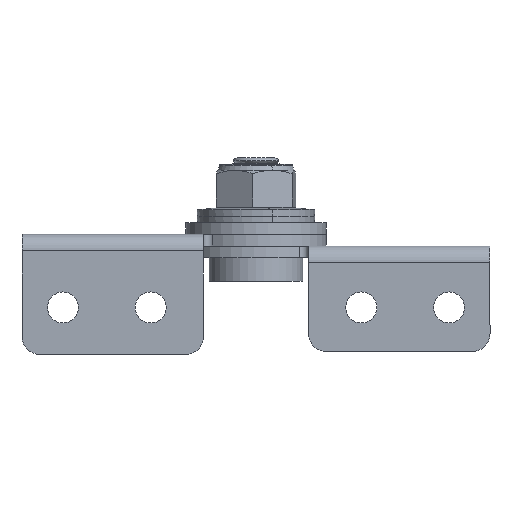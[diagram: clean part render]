
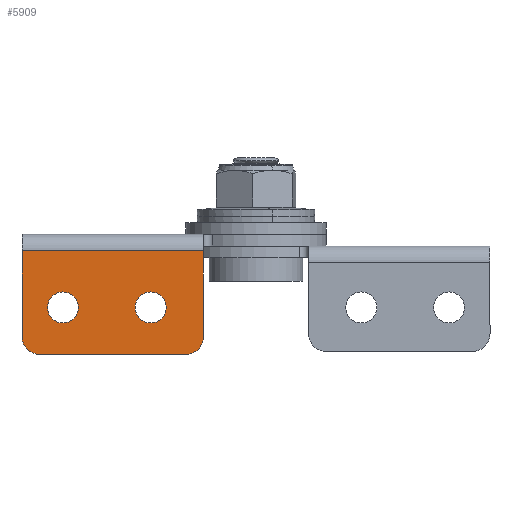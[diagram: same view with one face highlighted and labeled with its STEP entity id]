
A CAD part, front view. The second image highlights one B-rep face of the part: STEP entity #5909.
In plain terms, the highlighted planar face has unit normal (0, -1, 0).
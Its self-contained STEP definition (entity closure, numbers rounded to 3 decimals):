
#10 = AXIS2_PLACEMENT_3D ( 'NONE', #5409, #2633, #5876 ) ;
#116 = VERTEX_POINT ( 'NONE', #2588 ) ;
#146 = AXIS2_PLACEMENT_3D ( 'NONE', #1125, #4354, #1578 ) ;
#169 = ORIENTED_EDGE ( 'NONE', *, *, #1492, .T. ) ;
#355 = CARTESIAN_POINT ( 'NONE',  ( -9., -13., -17.5 ) ) ;
#498 = AXIS2_PLACEMENT_3D ( 'NONE', #5020, #2244, #5490 ) ;
#554 = ORIENTED_EDGE ( 'NONE', *, *, #4429, .T. ) ;
#599 = AXIS2_PLACEMENT_3D ( 'NONE', #5275, #2501, #5746 ) ;
#638 = DIRECTION ( 'NONE',  ( 0., 0., 1. ) ) ;
#656 = VECTOR ( 'NONE', #638, 1000. ) ;
#742 = DIRECTION ( 'NONE',  ( 0., 1., 0. ) ) ;
#754 = ORIENTED_EDGE ( 'NONE', *, *, #2274, .T. ) ;
#793 = VECTOR ( 'NONE', #5971, 1000. ) ;
#845 = CARTESIAN_POINT ( 'NONE',  ( -33., -13., -15.15 ) ) ;
#885 = CARTESIAN_POINT ( 'NONE',  ( -16.061, -13., -20.5 ) ) ;
#906 = VERTEX_POINT ( 'NONE', #3662 ) ;
#1104 = CARTESIAN_POINT ( 'NONE',  ( -9., -13., -0.506 ) ) ;
#1125 = CARTESIAN_POINT ( 'NONE',  ( -33., -13., -12.5 ) ) ;
#1199 = PLANE ( 'NONE',  #2743 ) ;
#1345 = VERTEX_POINT ( 'NONE', #355 ) ;
#1374 = EDGE_CURVE ( 'NONE', #5596, #5321, #4142, .T. ) ;
#1379 = ORIENTED_EDGE ( 'NONE', *, *, #1374, .T. ) ;
#1408 = EDGE_CURVE ( 'NONE', #116, #4020, #5094, .T. ) ;
#1492 = EDGE_CURVE ( 'NONE', #4020, #5596, #4496, .T. ) ;
#1510 = EDGE_LOOP ( 'NONE', ( #554, #5421 ) ) ;
#1530 = VECTOR ( 'NONE', #5087, 1000. ) ;
#1550 = DIRECTION ( 'NONE',  ( 0., 1., 0. ) ) ;
#1552 = EDGE_CURVE ( 'NONE', #1345, #116, #2184, .T. ) ;
#1578 = DIRECTION ( 'NONE',  ( 0., 0., -1. ) ) ;
#1608 = FACE_OUTER_BOUND ( 'NONE', #3809, .T. ) ;
#1765 = DIRECTION ( 'NONE',  ( 0., -1., 0. ) ) ;
#1781 = EDGE_LOOP ( 'NONE', ( #5130, #1850 ) ) ;
#1850 = ORIENTED_EDGE ( 'NONE', *, *, #5076, .T. ) ;
#1919 = CARTESIAN_POINT ( 'NONE',  ( -40., -13., -0.506 ) ) ;
#2035 = LINE ( 'NONE', #885, #793 ) ;
#2184 = LINE ( 'NONE', #1104, #656 ) ;
#2244 = DIRECTION ( 'NONE',  ( 0., -1., 0. ) ) ;
#2274 = EDGE_CURVE ( 'NONE', #5321, #4815, #2035, .T. ) ;
#2324 = CIRCLE ( 'NONE', #498, 3. ) ;
#2501 = DIRECTION ( 'NONE',  ( 0., 1., 0. ) ) ;
#2588 = CARTESIAN_POINT ( 'NONE',  ( -9., -13., -2.8 ) ) ;
#2633 = DIRECTION ( 'NONE',  ( 0., 1., 0. ) ) ;
#2743 = AXIS2_PLACEMENT_3D ( 'NONE', #5844, #742, #3989 ) ;
#2758 = CARTESIAN_POINT ( 'NONE',  ( -12., -13., -20.5 ) ) ;
#2780 = EDGE_CURVE ( 'NONE', #4815, #1345, #2324, .T. ) ;
#2794 = VERTEX_POINT ( 'NONE', #845 ) ;
#3083 = VERTEX_POINT ( 'NONE', #5674 ) ;
#3096 = CIRCLE ( 'NONE', #599, 2.65 ) ;
#3100 = CIRCLE ( 'NONE', #5917, 2.65 ) ;
#3113 = ORIENTED_EDGE ( 'NONE', *, *, #1552, .T. ) ;
#3236 = ORIENTED_EDGE ( 'NONE', *, *, #1408, .T. ) ;
#3559 = EDGE_CURVE ( 'NONE', #2794, #4956, #5428, .T. ) ;
#3656 = CARTESIAN_POINT ( 'NONE',  ( -16.061, -13., -2.8 ) ) ;
#3662 = CARTESIAN_POINT ( 'NONE',  ( -18., -13., -15.15 ) ) ;
#3718 = ORIENTED_EDGE ( 'NONE', *, *, #2780, .T. ) ;
#3809 = EDGE_LOOP ( 'NONE', ( #754, #3718, #3113, #3236, #169, #1379 ) ) ;
#3989 = DIRECTION ( 'NONE',  ( 0., 0., -1. ) ) ;
#4020 = VERTEX_POINT ( 'NONE', #4156 ) ;
#4074 = CARTESIAN_POINT ( 'NONE',  ( -37., -13., -20.5 ) ) ;
#4083 = FACE_BOUND ( 'NONE', #1781, .T. ) ;
#4120 = CIRCLE ( 'NONE', #10, 2.65 ) ;
#4142 = CIRCLE ( 'NONE', #4172, 3. ) ;
#4146 = EDGE_CURVE ( 'NONE', #3083, #906, #4120, .T. ) ;
#4156 = CARTESIAN_POINT ( 'NONE',  ( -40., -13., -2.8 ) ) ;
#4172 = AXIS2_PLACEMENT_3D ( 'NONE', #4541, #1765, #5019 ) ;
#4255 = CARTESIAN_POINT ( 'NONE',  ( -40., -13., -17.5 ) ) ;
#4263 = CARTESIAN_POINT ( 'NONE',  ( -33., -13., -9.85 ) ) ;
#4323 = CARTESIAN_POINT ( 'NONE',  ( -18., -13., -12.5 ) ) ;
#4354 = DIRECTION ( 'NONE',  ( 0., 1., 0. ) ) ;
#4429 = EDGE_CURVE ( 'NONE', #906, #3083, #3100, .T. ) ;
#4496 = LINE ( 'NONE', #1919, #5741 ) ;
#4541 = CARTESIAN_POINT ( 'NONE',  ( -37., -13., -17.5 ) ) ;
#4694 = DIRECTION ( 'NONE',  ( 0., 0., -1. ) ) ;
#4801 = DIRECTION ( 'NONE',  ( 0., 0., -1. ) ) ;
#4815 = VERTEX_POINT ( 'NONE', #2758 ) ;
#4956 = VERTEX_POINT ( 'NONE', #4263 ) ;
#5019 = DIRECTION ( 'NONE',  ( 0., 0., -1. ) ) ;
#5020 = CARTESIAN_POINT ( 'NONE',  ( -12., -13., -17.5 ) ) ;
#5076 = EDGE_CURVE ( 'NONE', #4956, #2794, #3096, .T. ) ;
#5087 = DIRECTION ( 'NONE',  ( -1., 0., 0. ) ) ;
#5094 = LINE ( 'NONE', #3656, #1530 ) ;
#5130 = ORIENTED_EDGE ( 'NONE', *, *, #3559, .T. ) ;
#5178 = FACE_BOUND ( 'NONE', #1510, .T. ) ;
#5275 = CARTESIAN_POINT ( 'NONE',  ( -33., -13., -12.5 ) ) ;
#5321 = VERTEX_POINT ( 'NONE', #4074 ) ;
#5409 = CARTESIAN_POINT ( 'NONE',  ( -18., -13., -12.5 ) ) ;
#5421 = ORIENTED_EDGE ( 'NONE', *, *, #4146, .T. ) ;
#5428 = CIRCLE ( 'NONE', #146, 2.65 ) ;
#5490 = DIRECTION ( 'NONE',  ( 0., 0., -1. ) ) ;
#5596 = VERTEX_POINT ( 'NONE', #4255 ) ;
#5674 = CARTESIAN_POINT ( 'NONE',  ( -18., -13., -9.85 ) ) ;
#5741 = VECTOR ( 'NONE', #4694, 1000. ) ;
#5746 = DIRECTION ( 'NONE',  ( 0., 0., -1. ) ) ;
#5844 = CARTESIAN_POINT ( 'NONE',  ( -16.061, -13., -0.506 ) ) ;
#5876 = DIRECTION ( 'NONE',  ( 0., 0., -1. ) ) ;
#5909 = ADVANCED_FACE ( 'NONE', ( #4083, #5178, #1608 ), #1199, .F. ) ;
#5917 = AXIS2_PLACEMENT_3D ( 'NONE', #4323, #1550, #4801 ) ;
#5971 = DIRECTION ( 'NONE',  ( 1., 0., 0. ) ) ;
